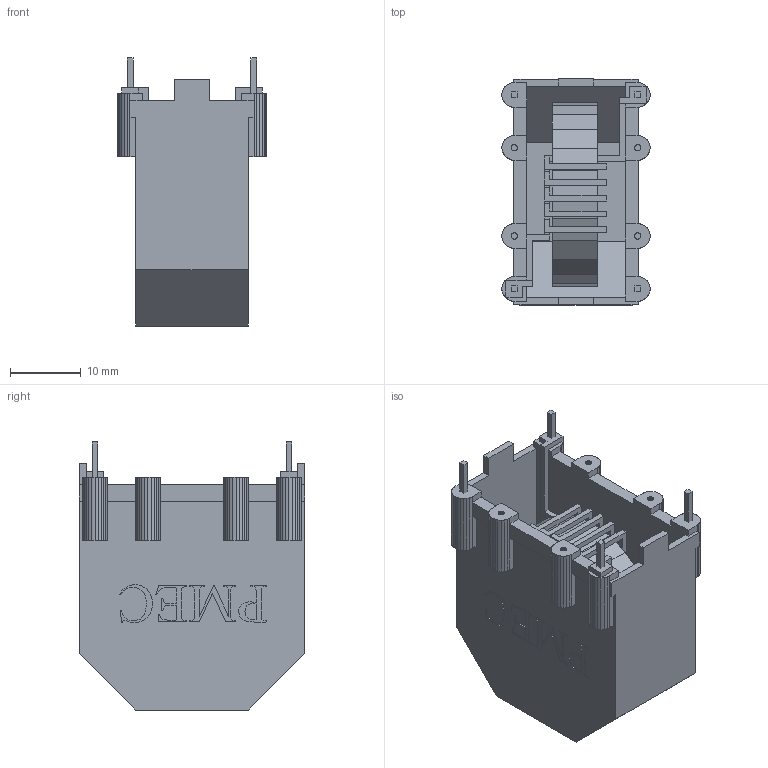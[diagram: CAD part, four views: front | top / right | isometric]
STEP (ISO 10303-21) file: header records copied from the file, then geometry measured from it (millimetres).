
FILE_DESCRIPTION(('FreeCAD Model'),'2;1');
FILE_NAME('X24Ve.stp', '2014-07-08T13:53:45',('FreeCAD'),('FreeCAD'), 'Open CASCADE STEP processor 6.3','FreeCAD','Unknown');
FILE_SCHEMA(('AUTOMOTIVE_DESIGN_CC2 { 1 2 10303 214 -1 1 5 4 }'));
Products named in the file (6): X24Ve004; X24Ve003; X24Ve001; X24Ve; X24Ve005; X24Ve002
Bounding box: 21 x 32 x 38 mm (x, y, z)
Volume: 5662.7 mm3; surface area: 9141.1 mm2
Topology: 6 solids, 6 shells, 797 faces, 2285 edges, 1513 vertices
Faces by surface type: plane 537, cylinder 260
Entity records: 59152 total; most frequent: CARTESIAN_POINT 15400, DIRECTION 7669, LINE 4722, VECTOR 4722, ORIENTED_EDGE 4570, PCURVE 4570, DEFINITIONAL_REPRESENTATION 4570, EDGE_CURVE 2285
